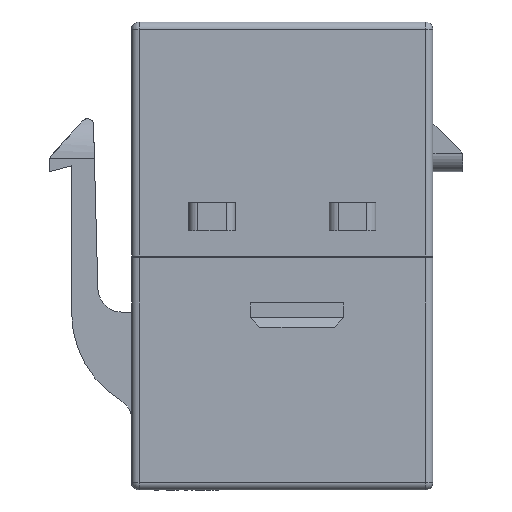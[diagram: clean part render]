
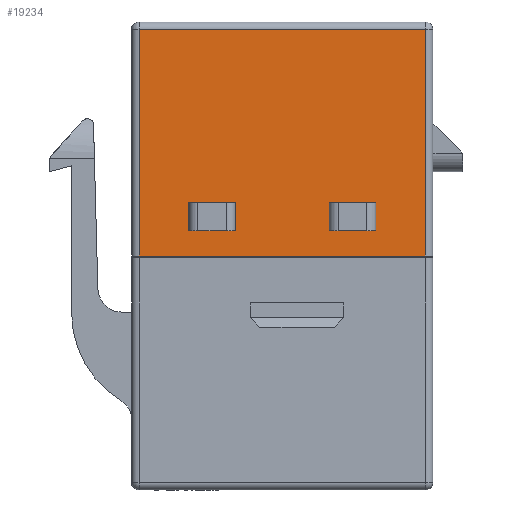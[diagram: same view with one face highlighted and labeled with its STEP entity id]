
A CAD part, left-side view. The second image highlights one B-rep face of the part: STEP entity #19234.
In plain terms, the highlighted planar face has unit normal (-1, 0, 0).
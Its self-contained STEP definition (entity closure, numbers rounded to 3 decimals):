
#67 = VERTEX_POINT ( 'NONE', #13576 ) ;
#167 = DIRECTION ( 'NONE',  ( 0., 0., 1. ) ) ;
#273 = ORIENTED_EDGE ( 'NONE', *, *, #12848, .T. ) ;
#343 = CARTESIAN_POINT ( 'NONE',  ( -7.3, 5., 1.35 ) ) ;
#425 = ORIENTED_EDGE ( 'NONE', *, *, #6850, .T. ) ;
#539 = LINE ( 'NONE', #12141, #16281 ) ;
#593 = VERTEX_POINT ( 'NONE', #1839 ) ;
#610 = CARTESIAN_POINT ( 'NONE',  ( -7.3, 8.05, 12.1 ) ) ;
#852 = EDGE_CURVE ( 'NONE', #593, #1522, #3101, .T. ) ;
#869 = LINE ( 'NONE', #1154, #17076 ) ;
#1044 = EDGE_LOOP ( 'NONE', ( #17422, #19582, #5816, #13525 ) ) ;
#1149 = VECTOR ( 'NONE', #18899, 1000. ) ;
#1154 = CARTESIAN_POINT ( 'NONE',  ( -7.3, -2.5, 1.35 ) ) ;
#1522 = VERTEX_POINT ( 'NONE', #9838 ) ;
#1771 = CARTESIAN_POINT ( 'NONE',  ( -7.3, -5., 1.35 ) ) ;
#1839 = CARTESIAN_POINT ( 'NONE',  ( -7.3, -2.5, 2.85 ) ) ;
#1903 = LINE ( 'NONE', #2160, #17180 ) ;
#2124 = FACE_BOUND ( 'NONE', #4929, .T. ) ;
#2160 = CARTESIAN_POINT ( 'NONE',  ( -7.3, -7.65, 0. ) ) ;
#2476 = EDGE_CURVE ( 'NONE', #6338, #1522, #18194, .T. ) ;
#2511 = VECTOR ( 'NONE', #167, 1000. ) ;
#2703 = VECTOR ( 'NONE', #13214, 1000. ) ;
#2964 = VERTEX_POINT ( 'NONE', #12820 ) ;
#3101 = LINE ( 'NONE', #4605, #10727 ) ;
#3564 = CARTESIAN_POINT ( 'NONE',  ( -7.3, -7.65, 0. ) ) ;
#3724 = DIRECTION ( 'NONE',  ( 0., -1., 0. ) ) ;
#3998 = LINE ( 'NONE', #16583, #8529 ) ;
#4100 = CARTESIAN_POINT ( 'NONE',  ( -7.3, -5., 1.35 ) ) ;
#4537 = DIRECTION ( 'NONE',  ( 0., -1., 0. ) ) ;
#4605 = CARTESIAN_POINT ( 'NONE',  ( -7.3, -5., 2.85 ) ) ;
#4881 = EDGE_CURVE ( 'NONE', #67, #13912, #10038, .T. ) ;
#4929 = EDGE_LOOP ( 'NONE', ( #14083, #12983, #12588, #14195 ) ) ;
#5816 = ORIENTED_EDGE ( 'NONE', *, *, #14614, .T. ) ;
#5884 = AXIS2_PLACEMENT_3D ( 'NONE', #11829, #18045, #8908 ) ;
#5892 = DIRECTION ( 'NONE',  ( 0., 0., 1. ) ) ;
#6183 = DIRECTION ( 'NONE',  ( 0., 0., -1. ) ) ;
#6338 = VERTEX_POINT ( 'NONE', #17713 ) ;
#6596 = LINE ( 'NONE', #15334, #2511 ) ;
#6850 = EDGE_CURVE ( 'NONE', #16316, #12037, #19575, .T. ) ;
#6886 = LINE ( 'NONE', #18797, #14950 ) ;
#7456 = DIRECTION ( 'NONE',  ( 0., 0., 1. ) ) ;
#7823 = EDGE_CURVE ( 'NONE', #15026, #12544, #6886, .T. ) ;
#8518 = EDGE_CURVE ( 'NONE', #2964, #6338, #14393, .T. ) ;
#8529 = VECTOR ( 'NONE', #7456, 1000. ) ;
#8616 = CARTESIAN_POINT ( 'NONE',  ( -7.3, -7.65, 12.5 ) ) ;
#8908 = DIRECTION ( 'NONE',  ( 0., 0., -1. ) ) ;
#9392 = DIRECTION ( 'NONE',  ( 0., 0., 1. ) ) ;
#9616 = EDGE_CURVE ( 'NONE', #17915, #13390, #539, .T. ) ;
#9789 = FACE_OUTER_BOUND ( 'NONE', #16833, .T. ) ;
#9838 = CARTESIAN_POINT ( 'NONE',  ( -7.3, -5., 2.85 ) ) ;
#10038 = LINE ( 'NONE', #13822, #13578 ) ;
#10727 = VECTOR ( 'NONE', #4537, 1000. ) ;
#10851 = EDGE_CURVE ( 'NONE', #13912, #16316, #1903, .T. ) ;
#11118 = ORIENTED_EDGE ( 'NONE', *, *, #4881, .T. ) ;
#11154 = DIRECTION ( 'NONE',  ( 0., -1., 0. ) ) ;
#11274 = CARTESIAN_POINT ( 'NONE',  ( -7.3, 5., 2.85 ) ) ;
#11800 = CARTESIAN_POINT ( 'NONE',  ( -7.3, 2.5, 2.85 ) ) ;
#11816 = DIRECTION ( 'NONE',  ( 0., 0., 1. ) ) ;
#11829 = CARTESIAN_POINT ( 'NONE',  ( -7.3, -8.05, 12.5 ) ) ;
#12037 = VERTEX_POINT ( 'NONE', #16456 ) ;
#12141 = CARTESIAN_POINT ( 'NONE',  ( -7.3, 5., 1.35 ) ) ;
#12544 = VERTEX_POINT ( 'NONE', #11800 ) ;
#12588 = ORIENTED_EDGE ( 'NONE', *, *, #7823, .T. ) ;
#12820 = CARTESIAN_POINT ( 'NONE',  ( -7.3, -2.5, 1.35 ) ) ;
#12848 = EDGE_CURVE ( 'NONE', #12037, #67, #17386, .T. ) ;
#12983 = ORIENTED_EDGE ( 'NONE', *, *, #15592, .T. ) ;
#13038 = CARTESIAN_POINT ( 'NONE',  ( -7.3, 7.65, 0. ) ) ;
#13214 = DIRECTION ( 'NONE',  ( 0., -1., 0. ) ) ;
#13351 = FACE_BOUND ( 'NONE', #1044, .T. ) ;
#13390 = VERTEX_POINT ( 'NONE', #19207 ) ;
#13525 = ORIENTED_EDGE ( 'NONE', *, *, #852, .T. ) ;
#13576 = CARTESIAN_POINT ( 'NONE',  ( -7.3, 7.65, 12.1 ) ) ;
#13578 = VECTOR ( 'NONE', #6183, 1000. ) ;
#13640 = VECTOR ( 'NONE', #9392, 1000. ) ;
#13822 = CARTESIAN_POINT ( 'NONE',  ( -7.3, 7.65, 12.5 ) ) ;
#13912 = VERTEX_POINT ( 'NONE', #13038 ) ;
#14083 = ORIENTED_EDGE ( 'NONE', *, *, #9616, .F. ) ;
#14195 = ORIENTED_EDGE ( 'NONE', *, *, #14829, .F. ) ;
#14393 = LINE ( 'NONE', #4100, #2703 ) ;
#14614 = EDGE_CURVE ( 'NONE', #2964, #593, #869, .T. ) ;
#14829 = EDGE_CURVE ( 'NONE', #13390, #12544, #6596, .T. ) ;
#14950 = VECTOR ( 'NONE', #11154, 1000. ) ;
#15026 = VERTEX_POINT ( 'NONE', #11274 ) ;
#15334 = CARTESIAN_POINT ( 'NONE',  ( -7.3, 2.5, 1.35 ) ) ;
#15476 = VECTOR ( 'NONE', #5892, 1000. ) ;
#15592 = EDGE_CURVE ( 'NONE', #17915, #15026, #3998, .T. ) ;
#16281 = VECTOR ( 'NONE', #16755, 1000. ) ;
#16316 = VERTEX_POINT ( 'NONE', #3564 ) ;
#16456 = CARTESIAN_POINT ( 'NONE',  ( -7.3, -7.65, 12.1 ) ) ;
#16512 = PLANE ( 'NONE',  #5884 ) ;
#16583 = CARTESIAN_POINT ( 'NONE',  ( -7.3, 5., 1.35 ) ) ;
#16755 = DIRECTION ( 'NONE',  ( 0., -1., 0. ) ) ;
#16833 = EDGE_LOOP ( 'NONE', ( #11118, #17802, #425, #273 ) ) ;
#17076 = VECTOR ( 'NONE', #11816, 1000. ) ;
#17180 = VECTOR ( 'NONE', #3724, 1000. ) ;
#17386 = LINE ( 'NONE', #610, #1149 ) ;
#17422 = ORIENTED_EDGE ( 'NONE', *, *, #2476, .F. ) ;
#17713 = CARTESIAN_POINT ( 'NONE',  ( -7.3, -5., 1.35 ) ) ;
#17802 = ORIENTED_EDGE ( 'NONE', *, *, #10851, .T. ) ;
#17915 = VERTEX_POINT ( 'NONE', #343 ) ;
#18045 = DIRECTION ( 'NONE',  ( 1., 0., 0. ) ) ;
#18194 = LINE ( 'NONE', #1771, #13640 ) ;
#18797 = CARTESIAN_POINT ( 'NONE',  ( -7.3, 5., 2.85 ) ) ;
#18899 = DIRECTION ( 'NONE',  ( 0., 1., 0. ) ) ;
#19207 = CARTESIAN_POINT ( 'NONE',  ( -7.3, 2.5, 1.35 ) ) ;
#19234 = ADVANCED_FACE ( 'NONE', ( #9789, #2124, #13351 ), #16512, .F. ) ;
#19575 = LINE ( 'NONE', #8616, #15476 ) ;
#19582 = ORIENTED_EDGE ( 'NONE', *, *, #8518, .F. ) ;
